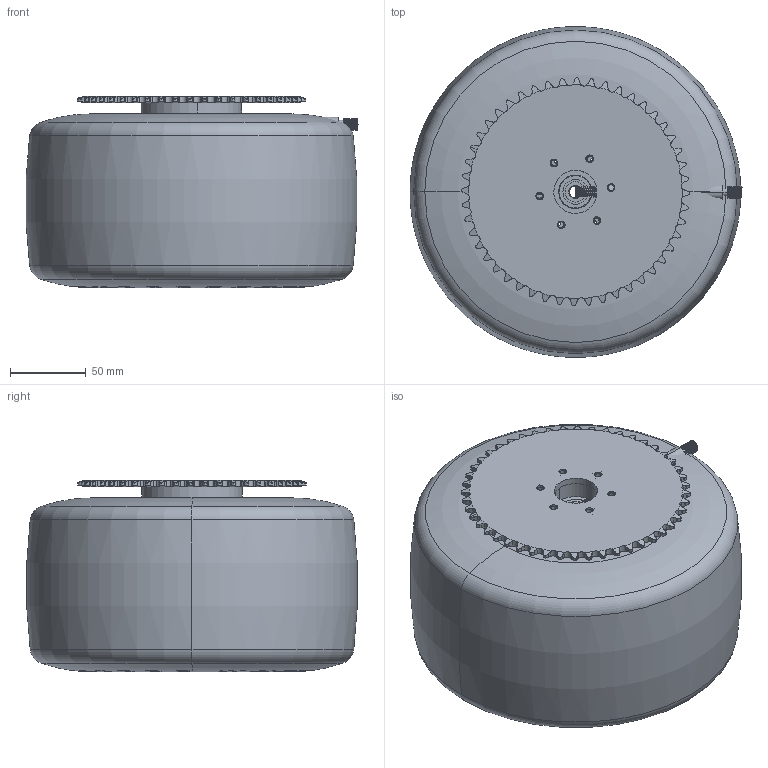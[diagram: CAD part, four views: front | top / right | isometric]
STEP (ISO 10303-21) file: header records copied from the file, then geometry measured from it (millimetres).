
FILE_DESCRIPTION (( 'STEP AP214' ), '1' );
FILE_NAME ('23ch wheeleez with hub and pulley.STEP', '2022-11-17T18:28:17', ( '' ), ( '' ), 'SwSTEP 2.0', 'SolidWorks 2019', '' );
FILE_SCHEMA (( 'AUTOMOTIVE_DESIGN' ));
Length unit declared in the file: millimetre
Products named in the file (11): vex centerhub part1; vex pulley spacer; 35 Series 48 Tooth Round Aluminum Sprocket; vex centerhub part2; Wheeleez 23cm; 608 2rs_4668K244; wheel spoacer; centerhub with vex hole pat; vex pulley hub endcap; axle bn270 stock full 10mm; 23ch wheeleez with hub and pulley
Assembly tree (13 placements, depth 2):
  23ch wheeleez with hub and pulley
    Wheeleez 23cm
    centerhub with vex hole pat
    vex centerhub part1
    vex centerhub part2
    vex pulley spacer
    vex pulley hub endcap
    35 Series 48 Tooth Round Aluminum Sprocket
    608 2rs_4668K244  x3
    axle bn270 stock full 10mm
    wheel spoacer  x2
Bounding box: 219.85 x 218.88 x 126.6 mm (x, y, z)
Volume: 4148451.6 mm3; surface area: 291937.8 mm2
Topology: 61 solids, 61 shells, 1407 faces, 3927 edges, 2602 vertices
Faces by surface type: cylinder 613, plane 522, cone 133, sphere 78, torus 54, bspline 7
Entity records: 48409 total; most frequent: CARTESIAN_POINT 16375, ORIENTED_EDGE 7000, DIRECTION 5669, EDGE_CURVE 3500, VERTEX_POINT 2325, AXIS2_PLACEMENT_3D 2129, LINE 1411, VECTOR 1411
